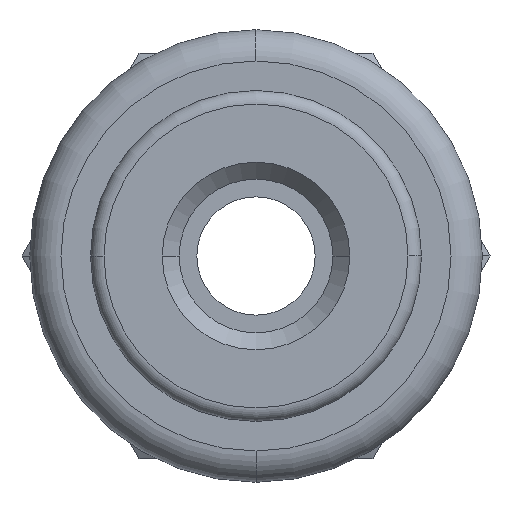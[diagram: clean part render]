
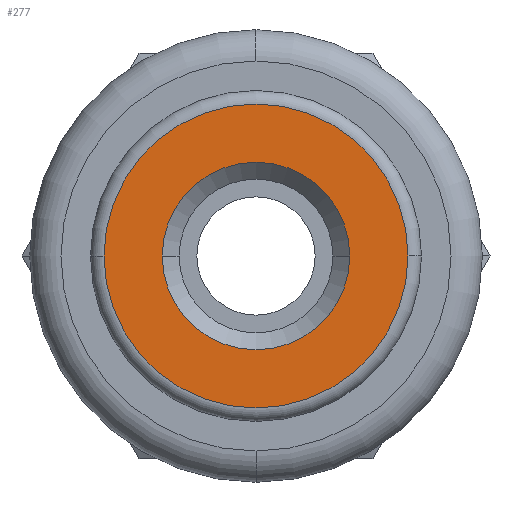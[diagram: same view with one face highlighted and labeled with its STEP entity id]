
A CAD part, front view. The second image highlights one B-rep face of the part: STEP entity #277.
In plain terms, the highlighted planar face has unit normal (0, -1, 0).
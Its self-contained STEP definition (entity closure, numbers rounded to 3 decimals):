
#277=ADVANCED_FACE('',(#556,#557),#558,.T.);
#556=FACE_BOUND('',#827,.T.);
#557=FACE_OUTER_BOUND('',#828,.T.);
#558=PLANE('',#829);
#827=EDGE_LOOP('',(#1554,#1555));
#828=EDGE_LOOP('',(#1556,#1557));
#829=AXIS2_PLACEMENT_3D('',#1558,#1559,#1560);
#1554=ORIENTED_EDGE('',*,*,#1574,.T.);
#1555=ORIENTED_EDGE('',*,*,#1772,.T.);
#1556=ORIENTED_EDGE('',*,*,#1667,.F.);
#1557=ORIENTED_EDGE('',*,*,#1680,.F.);
#1558=CARTESIAN_POINT('',(4.5,0.0,0.0));
#1559=DIRECTION('',(-0.0,-1.0,-0.0));
#1560=DIRECTION('',(-1.0,0.0,0.0));
#1574=EDGE_CURVE('',#1865,#1863,#1866,.T.);
#1667=EDGE_CURVE('',#2014,#2017,#2018,.T.);
#1680=EDGE_CURVE('',#2017,#2014,#2036,.T.);
#1772=EDGE_CURVE('',#1863,#1865,#2163,.T.);
#1863=VERTEX_POINT('',#2264);
#1865=VERTEX_POINT('',#2267);
#1866=CIRCLE('',#2268,5.55);
#2014=VERTEX_POINT('',#2568);
#2017=VERTEX_POINT('',#2572);
#2018=CIRCLE('',#2573,9.0);
#2036=CIRCLE('',#2605,9.0);
#2163=CIRCLE('',#2810,5.55);
#2264=CARTESIAN_POINT('',(5.55,0.0,0.));
#2267=CARTESIAN_POINT('',(-5.55,0.0,0.));
#2268=AXIS2_PLACEMENT_3D('',#2963,#2964,#2965);
#2568=CARTESIAN_POINT('',(9.0,0.0,0.0));
#2572=CARTESIAN_POINT('',(-9.0,0.0,0.));
#2573=AXIS2_PLACEMENT_3D('',#3126,#3127,#3128);
#2605=AXIS2_PLACEMENT_3D('',#3147,#3148,#3149);
#2810=AXIS2_PLACEMENT_3D('',#3309,#3310,#3311);
#2963=CARTESIAN_POINT('',(0.0,0.0,0.0));
#2964=DIRECTION('',(-0.0,1.0,0.0));
#2965=DIRECTION('',(1.0,0.0,0.0));
#3126=CARTESIAN_POINT('',(0.0,0.0,0.0));
#3127=DIRECTION('',(-0.0,1.0,0.0));
#3128=DIRECTION('',(1.0,0.0,0.0));
#3147=CARTESIAN_POINT('',(0.0,0.0,0.0));
#3148=DIRECTION('',(-0.0,1.0,0.0));
#3149=DIRECTION('',(1.0,0.0,0.0));
#3309=CARTESIAN_POINT('',(0.0,0.0,0.0));
#3310=DIRECTION('',(-0.0,1.0,0.0));
#3311=DIRECTION('',(1.0,0.0,0.0));
